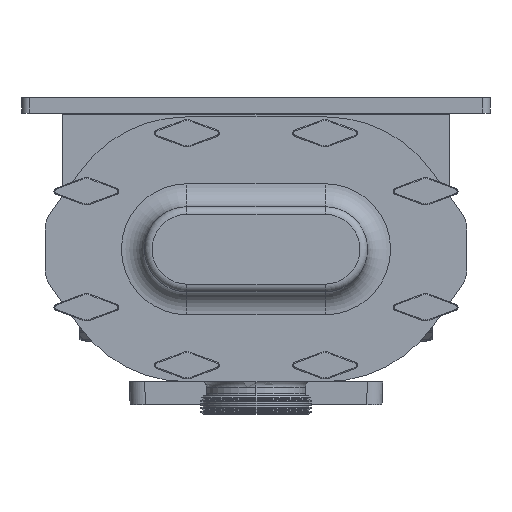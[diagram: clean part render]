
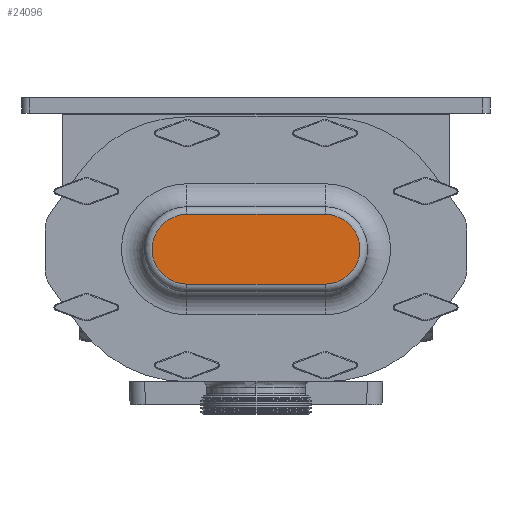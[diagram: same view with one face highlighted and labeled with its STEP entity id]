
A CAD part, left-side view. The second image highlights one B-rep face of the part: STEP entity #24096.
In plain terms, the highlighted planar face has unit normal (-1, 0, 0).
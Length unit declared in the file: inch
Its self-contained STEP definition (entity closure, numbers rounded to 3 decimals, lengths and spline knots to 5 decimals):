
#127 = LINE ( 'NONE', #35168, #8271 ) ;
#1311 = CARTESIAN_POINT ( 'NONE',  ( -2.21, 2.25, -1.135 ) ) ;
#1442 = VERTEX_POINT ( 'NONE', #1311 ) ;
#1888 = DIRECTION ( 'NONE',  ( 0., 0., 1. ) ) ;
#2696 = CARTESIAN_POINT ( 'NONE',  ( -2.21, 2.25, 0. ) ) ;
#4090 = EDGE_LOOP ( 'NONE', ( #9954, #9413, #4477, #11510 ) ) ;
#4477 = ORIENTED_EDGE ( 'NONE', *, *, #21389, .T. ) ;
#6894 = AXIS2_PLACEMENT_3D ( 'NONE', #2696, #28278, #9407 ) ;
#7117 = DIRECTION ( 'NONE',  ( -1., 0., 0. ) ) ;
#7728 = VERTEX_POINT ( 'NONE', #31031 ) ;
#8271 = VECTOR ( 'NONE', #9355, 39.37008 ) ;
#9355 = DIRECTION ( 'NONE',  ( 0., -1., 0. ) ) ;
#9407 = DIRECTION ( 'NONE',  ( 0., 0., 1. ) ) ;
#9413 = ORIENTED_EDGE ( 'NONE', *, *, #20961, .T. ) ;
#9954 = ORIENTED_EDGE ( 'NONE', *, *, #39151, .T. ) ;
#11510 = ORIENTED_EDGE ( 'NONE', *, *, #24404, .T. ) ;
#11939 = CARTESIAN_POINT ( 'NONE',  ( -2.21, -2.25, 1.135 ) ) ;
#13388 = CIRCLE ( 'NONE', #40858, 1.135 ) ;
#19604 = CIRCLE ( 'NONE', #6894, 1.135 ) ;
#20092 = CARTESIAN_POINT ( 'NONE',  ( -2.21, -2.25, 0. ) ) ;
#20261 = VERTEX_POINT ( 'NONE', #27755 ) ;
#20961 = EDGE_CURVE ( 'NONE', #20261, #1442, #19604, .T. ) ;
#21389 = EDGE_CURVE ( 'NONE', #1442, #7728, #127, .T. ) ;
#24096 = ADVANCED_FACE ( 'NONE', ( #30199 ), #39878, .T. ) ;
#24404 = EDGE_CURVE ( 'NONE', #7728, #40146, #13388, .T. ) ;
#27755 = CARTESIAN_POINT ( 'NONE',  ( -2.21, 2.25, 1.135 ) ) ;
#28278 = DIRECTION ( 'NONE',  ( -1., 0., 0. ) ) ;
#29934 = CARTESIAN_POINT ( 'NONE',  ( -2.21, 2.25, 1.135 ) ) ;
#30199 = FACE_OUTER_BOUND ( 'NONE', #4090, .T. ) ;
#30831 = DIRECTION ( 'NONE',  ( -1., 0., 0. ) ) ;
#31031 = CARTESIAN_POINT ( 'NONE',  ( -2.21, -2.25, -1.135 ) ) ;
#31429 = AXIS2_PLACEMENT_3D ( 'NONE', #40512, #30831, #1888 ) ;
#35168 = CARTESIAN_POINT ( 'NONE',  ( -2.21, -2.25, -1.135 ) ) ;
#36472 = DIRECTION ( 'NONE',  ( 0., 1., 0. ) ) ;
#36679 = LINE ( 'NONE', #29934, #39300 ) ;
#39151 = EDGE_CURVE ( 'NONE', #40146, #20261, #36679, .T. ) ;
#39221 = DIRECTION ( 'NONE',  ( 0., 0., 1. ) ) ;
#39300 = VECTOR ( 'NONE', #36472, 39.37008 ) ;
#39878 = PLANE ( 'NONE',  #31429 ) ;
#40146 = VERTEX_POINT ( 'NONE', #11939 ) ;
#40512 = CARTESIAN_POINT ( 'NONE',  ( -2.21, 2.25, 0. ) ) ;
#40858 = AXIS2_PLACEMENT_3D ( 'NONE', #20092, #7117, #39221 ) ;
